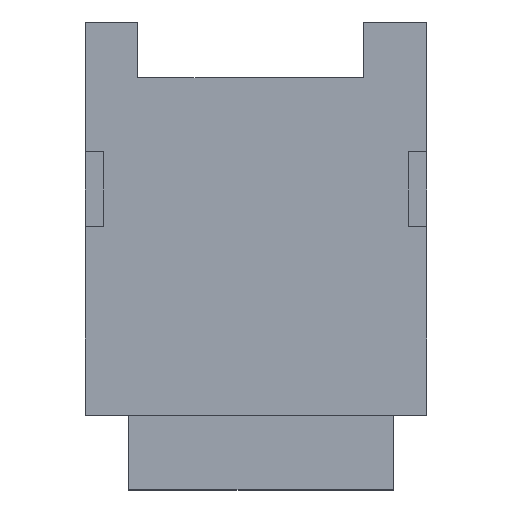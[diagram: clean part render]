
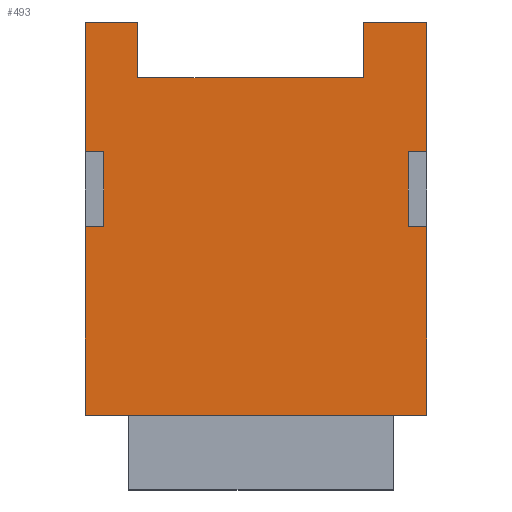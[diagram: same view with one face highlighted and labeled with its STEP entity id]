
A CAD part, top view. The second image highlights one B-rep face of the part: STEP entity #493.
In plain terms, the highlighted planar face has unit normal (0, 0, 1).
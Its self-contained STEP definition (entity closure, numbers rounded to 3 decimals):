
#49=FACE_OUTER_BOUND('',#78,.T.);
#78=EDGE_LOOP('',(#423,#424,#425,#426,#427,#428,#429,#430,#431,#432,#433,
#434,#435,#436,#437,#438));
#96=LINE('',#694,#158);
#98=LINE('',#700,#160);
#102=LINE('',#707,#164);
#108=LINE('',#723,#170);
#111=LINE('',#728,#173);
#113=LINE('',#734,#175);
#118=LINE('',#744,#180);
#120=LINE('',#748,#182);
#122=LINE('',#753,#184);
#126=LINE('',#765,#188);
#129=LINE('',#772,#191);
#133=LINE('',#779,#195);
#135=LINE('',#782,#197);
#140=LINE('',#791,#202);
#141=LINE('',#792,#203);
#142=LINE('',#794,#204);
#158=VECTOR('',#567,10.);
#160=VECTOR('',#571,10.);
#164=VECTOR('',#575,10.);
#170=VECTOR('',#587,10.);
#173=VECTOR('',#592,10.);
#175=VECTOR('',#598,10.);
#180=VECTOR('',#607,10.);
#182=VECTOR('',#611,10.);
#184=VECTOR('',#617,10.);
#188=VECTOR('',#629,10.);
#191=VECTOR('',#634,10.);
#195=VECTOR('',#640,10.);
#197=VECTOR('',#644,10.);
#202=VECTOR('',#653,10.);
#203=VECTOR('',#654,10.);
#204=VECTOR('',#657,10.);
#213=VERTEX_POINT('',#687);
#216=VERTEX_POINT('',#692);
#218=VERTEX_POINT('',#697);
#219=VERTEX_POINT('',#699);
#222=VERTEX_POINT('',#705);
#228=VERTEX_POINT('',#721);
#229=VERTEX_POINT('',#722);
#230=VERTEX_POINT('',#727);
#232=VERTEX_POINT('',#733);
#235=VERTEX_POINT('',#743);
#236=VERTEX_POINT('',#747);
#240=VERTEX_POINT('',#762);
#241=VERTEX_POINT('',#764);
#243=VERTEX_POINT('',#770);
#244=VERTEX_POINT('',#771);
#248=VERTEX_POINT('',#789);
#264=EDGE_CURVE('',#213,#216,#96,.T.);
#266=EDGE_CURVE('',#219,#218,#98,.T.);
#270=EDGE_CURVE('',#216,#222,#102,.T.);
#277=EDGE_CURVE('',#228,#229,#108,.T.);
#280=EDGE_CURVE('',#230,#228,#111,.T.);
#283=EDGE_CURVE('',#232,#230,#113,.T.);
#288=EDGE_CURVE('',#235,#219,#118,.T.);
#290=EDGE_CURVE('',#236,#235,#120,.T.);
#293=EDGE_CURVE('',#222,#236,#122,.T.);
#298=EDGE_CURVE('',#241,#240,#126,.T.);
#301=EDGE_CURVE('',#243,#244,#129,.T.);
#305=EDGE_CURVE('',#244,#213,#133,.T.);
#307=EDGE_CURVE('',#240,#243,#135,.T.);
#312=EDGE_CURVE('',#229,#241,#140,.T.);
#313=EDGE_CURVE('',#248,#232,#141,.T.);
#314=EDGE_CURVE('',#218,#248,#142,.T.);
#423=ORIENTED_EDGE('',*,*,#314,.T.);
#424=ORIENTED_EDGE('',*,*,#313,.T.);
#425=ORIENTED_EDGE('',*,*,#283,.T.);
#426=ORIENTED_EDGE('',*,*,#280,.T.);
#427=ORIENTED_EDGE('',*,*,#277,.T.);
#428=ORIENTED_EDGE('',*,*,#312,.T.);
#429=ORIENTED_EDGE('',*,*,#298,.T.);
#430=ORIENTED_EDGE('',*,*,#307,.T.);
#431=ORIENTED_EDGE('',*,*,#301,.T.);
#432=ORIENTED_EDGE('',*,*,#305,.T.);
#433=ORIENTED_EDGE('',*,*,#264,.T.);
#434=ORIENTED_EDGE('',*,*,#270,.T.);
#435=ORIENTED_EDGE('',*,*,#293,.T.);
#436=ORIENTED_EDGE('',*,*,#290,.T.);
#437=ORIENTED_EDGE('',*,*,#288,.T.);
#438=ORIENTED_EDGE('',*,*,#266,.T.);
#468=PLANE('',#536);
#493=ADVANCED_FACE('',(#49),#468,.T.);
#536=AXIS2_PLACEMENT_3D('',#793,#655,#656);
#567=DIRECTION('',(-1.,0.,0.));
#571=DIRECTION('',(0.,-1.,0.));
#575=DIRECTION('',(0.,-1.,0.));
#587=DIRECTION('',(1.,0.,0.));
#592=DIRECTION('',(0.,1.,0.));
#598=DIRECTION('',(-1.,0.,0.));
#607=DIRECTION('',(-1.,0.,0.));
#611=DIRECTION('',(0.,-1.,0.));
#617=DIRECTION('',(1.,0.,0.));
#629=DIRECTION('',(-1.,0.,0.));
#634=DIRECTION('',(-1.,0.,0.));
#640=DIRECTION('',(0.,1.,0.));
#644=DIRECTION('',(0.,-1.,0.));
#653=DIRECTION('',(0.,1.,0.));
#654=DIRECTION('',(0.,1.,0.));
#655=DIRECTION('center_axis',(0.,0.,1.));
#656=DIRECTION('ref_axis',(1.,0.,0.));
#657=DIRECTION('',(1.,0.,0.));
#687=CARTESIAN_POINT('',(19.44,574.994,179.783));
#692=CARTESIAN_POINT('',(5.342,574.994,179.783));
#694=CARTESIAN_POINT('',(96.942,574.994,179.783));
#697=CARTESIAN_POINT('',(5.342,469.479,179.783));
#699=CARTESIAN_POINT('',(5.342,520.169,179.783));
#700=CARTESIAN_POINT('',(5.342,574.994,179.783));
#705=CARTESIAN_POINT('',(5.342,540.169,179.783));
#707=CARTESIAN_POINT('',(5.342,574.994,179.783));
#721=CARTESIAN_POINT('',(91.942,540.169,179.783));
#722=CARTESIAN_POINT('',(96.942,540.169,179.783));
#723=CARTESIAN_POINT('',(74.042,540.169,179.783));
#727=CARTESIAN_POINT('',(91.942,520.169,179.783));
#728=CARTESIAN_POINT('',(91.942,501.333,179.783));
#733=CARTESIAN_POINT('',(96.942,520.169,179.783));
#734=CARTESIAN_POINT('',(71.542,520.169,179.783));
#743=CARTESIAN_POINT('',(10.342,520.169,179.783));
#744=CARTESIAN_POINT('',(28.242,520.169,179.783));
#747=CARTESIAN_POINT('',(10.342,540.169,179.783));
#748=CARTESIAN_POINT('',(10.342,491.333,179.783));
#753=CARTESIAN_POINT('',(30.742,540.169,179.783));
#762=CARTESIAN_POINT('',(80.,574.994,179.783));
#764=CARTESIAN_POINT('',(96.942,574.994,179.783));
#765=CARTESIAN_POINT('',(96.942,574.994,179.783));
#770=CARTESIAN_POINT('',(80.,560.,179.783));
#771=CARTESIAN_POINT('',(19.44,560.,179.783));
#772=CARTESIAN_POINT('',(65.571,560.,179.783));
#779=CARTESIAN_POINT('',(19.44,511.249,179.783));
#782=CARTESIAN_POINT('',(80.,518.746,179.783));
#789=CARTESIAN_POINT('',(96.942,469.479,179.783));
#791=CARTESIAN_POINT('',(96.942,350.,179.783));
#792=CARTESIAN_POINT('',(96.942,350.,179.783));
#793=CARTESIAN_POINT('Origin',(51.142,462.497,179.783));
#794=CARTESIAN_POINT('',(28.242,469.479,179.783));
